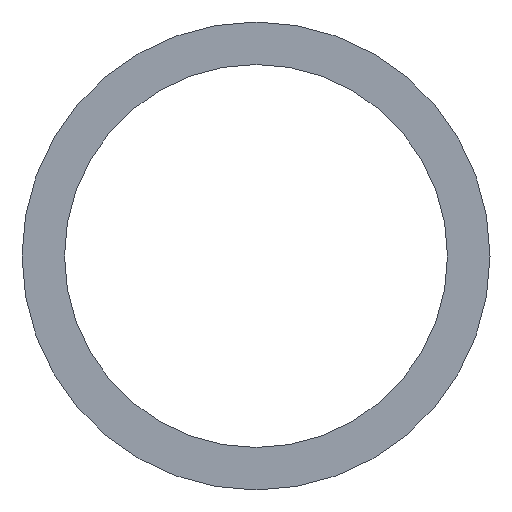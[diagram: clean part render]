
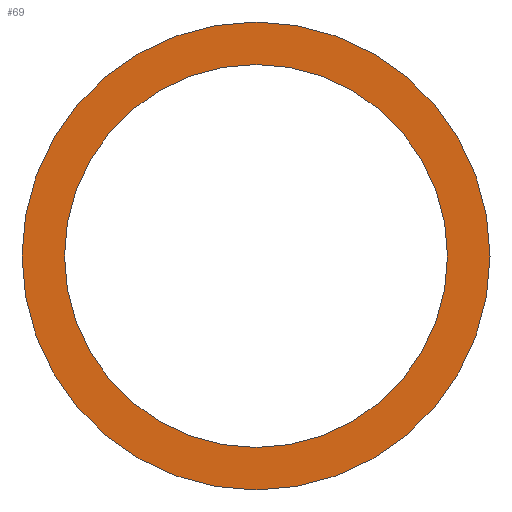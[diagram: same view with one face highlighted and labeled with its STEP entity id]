
A CAD part, left-side view. The second image highlights one B-rep face of the part: STEP entity #69.
In plain terms, the highlighted planar face has unit normal (-1, 0, 0).
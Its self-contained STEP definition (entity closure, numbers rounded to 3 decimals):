
#53 = EDGE_CURVE( '', #55, #89, #123, .T. );
#55 = VERTEX_POINT( '', #125 );
#61 = VERTEX_POINT( '', #132 );
#69 = ADVANCED_FACE( '', ( #141, #142 ), #143, .F. );
#77 = EDGE_CURVE( '', #97, #61, #152, .T. );
#83 = EDGE_CURVE( '', #89, #55, #160, .T. );
#87 = EDGE_CURVE( '', #61, #97, #164, .T. );
#89 = VERTEX_POINT( '', #166 );
#97 = VERTEX_POINT( '', #174 );
#123 = CIRCLE( '', #192, 491.1 );
#125 = CARTESIAN_POINT( '', ( 0., 0., -491.1 ) );
#132 = CARTESIAN_POINT( '', ( 0., 0., 600. ) );
#141 = FACE_OUTER_BOUND( '', #213, .T. );
#142 = FACE_BOUND( '', #214, .T. );
#143 = PLANE( '', #215 );
#152 = CIRCLE( '', #227, 600. );
#160 = CIRCLE( '', #236, 491.1 );
#164 = CIRCLE( '', #243, 600. );
#166 = CARTESIAN_POINT( '', ( 0., 0., 491.1 ) );
#174 = CARTESIAN_POINT( '', ( 0., 0., -600. ) );
#192 = AXIS2_PLACEMENT_3D( '', #266, #267, #268 );
#213 = EDGE_LOOP( '', ( #289, #290 ) );
#214 = EDGE_LOOP( '', ( #291, #292 ) );
#215 = AXIS2_PLACEMENT_3D( '', #293, #294, #295 );
#227 = AXIS2_PLACEMENT_3D( '', #310, #311, #312 );
#236 = AXIS2_PLACEMENT_3D( '', #321, #322, #323 );
#243 = AXIS2_PLACEMENT_3D( '', #325, #326, #327 );
#266 = CARTESIAN_POINT( '', ( 0., 0., 0. ) );
#267 = DIRECTION( '', ( 1., 0., 0. ) );
#268 = DIRECTION( '', ( 0., 0., -1. ) );
#289 = ORIENTED_EDGE( '', *, *, #77, .F. );
#290 = ORIENTED_EDGE( '', *, *, #87, .F. );
#291 = ORIENTED_EDGE( '', *, *, #53, .T. );
#292 = ORIENTED_EDGE( '', *, *, #83, .T. );
#293 = CARTESIAN_POINT( '', ( 0., 0., 0. ) );
#294 = DIRECTION( '', ( 1., 0., 0. ) );
#295 = DIRECTION( '', ( 0., 0., -1. ) );
#310 = CARTESIAN_POINT( '', ( 0., 0., 0. ) );
#311 = DIRECTION( '', ( 1., 0., 0. ) );
#312 = DIRECTION( '', ( 0., 0., -1. ) );
#321 = CARTESIAN_POINT( '', ( 0., 0., 0. ) );
#322 = DIRECTION( '', ( 1., 0., 0. ) );
#323 = DIRECTION( '', ( 0., 0., -1. ) );
#325 = CARTESIAN_POINT( '', ( 0., 0., 0. ) );
#326 = DIRECTION( '', ( 1., 0., 0. ) );
#327 = DIRECTION( '', ( 0., 0., -1. ) );
